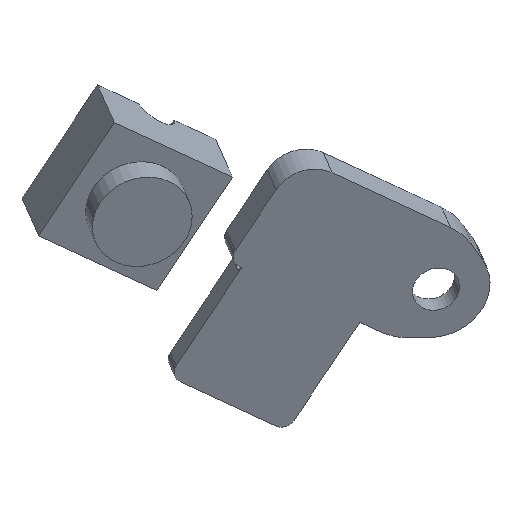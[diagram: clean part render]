
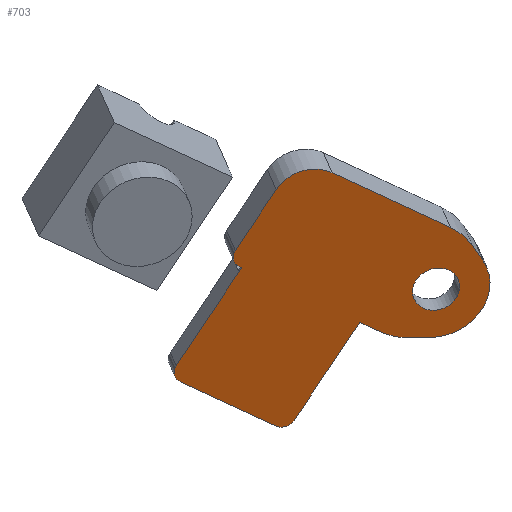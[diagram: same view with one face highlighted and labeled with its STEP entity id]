
A CAD part, top view. The second image highlights one B-rep face of the part: STEP entity #703.
In plain terms, the highlighted planar face has unit normal (0.214, -0.485, 0.848).
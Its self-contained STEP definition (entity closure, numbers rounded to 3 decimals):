
#74=CIRCLE('',#771,1.);
#75=CIRCLE('',#772,1.);
#76=CIRCLE('',#773,5.);
#77=CIRCLE('',#774,4.);
#78=CIRCLE('',#775,5.);
#79=CIRCLE('',#776,3.);
#80=CIRCLE('',#777,1.);
#81=CIRCLE('',#778,1.75);
#119=ORIENTED_EDGE('',*,*,#308,.F.);
#120=ORIENTED_EDGE('',*,*,#309,.T.);
#121=ORIENTED_EDGE('',*,*,#310,.T.);
#122=ORIENTED_EDGE('',*,*,#311,.T.);
#123=ORIENTED_EDGE('',*,*,#312,.T.);
#124=ORIENTED_EDGE('',*,*,#313,.F.);
#125=ORIENTED_EDGE('',*,*,#314,.T.);
#126=ORIENTED_EDGE('',*,*,#288,.T.);
#127=ORIENTED_EDGE('',*,*,#315,.T.);
#128=ORIENTED_EDGE('',*,*,#294,.T.);
#129=ORIENTED_EDGE('',*,*,#316,.T.);
#130=ORIENTED_EDGE('',*,*,#317,.F.);
#131=ORIENTED_EDGE('',*,*,#318,.T.);
#132=ORIENTED_EDGE('',*,*,#296,.T.);
#133=ORIENTED_EDGE('',*,*,#319,.T.);
#134=ORIENTED_EDGE('',*,*,#320,.F.);
#135=ORIENTED_EDGE('',*,*,#321,.F.);
#288=EDGE_CURVE('',#384,#385,#450,.T.);
#294=EDGE_CURVE('',#391,#390,#456,.T.);
#296=EDGE_CURVE('',#392,#393,#458,.T.);
#308=EDGE_CURVE('',#401,#402,#464,.T.);
#309=EDGE_CURVE('',#401,#403,#74,.T.);
#310=EDGE_CURVE('',#403,#404,#465,.F.);
#311=EDGE_CURVE('',#404,#405,#75,.T.);
#312=EDGE_CURVE('',#405,#406,#466,.T.);
#313=EDGE_CURVE('',#407,#406,#467,.F.);
#314=EDGE_CURVE('',#407,#384,#76,.T.);
#315=EDGE_CURVE('',#385,#391,#77,.T.);
#316=EDGE_CURVE('',#390,#408,#78,.T.);
#317=EDGE_CURVE('',#409,#408,#468,.F.);
#318=EDGE_CURVE('',#409,#392,#79,.T.);
#319=EDGE_CURVE('',#393,#410,#80,.T.);
#320=EDGE_CURVE('',#402,#410,#469,.F.);
#321=EDGE_CURVE('',#411,#411,#81,.T.);
#384=VERTEX_POINT('',#1064);
#385=VERTEX_POINT('',#1065);
#390=VERTEX_POINT('',#1076);
#391=VERTEX_POINT('',#1078);
#392=VERTEX_POINT('',#1082);
#393=VERTEX_POINT('',#1083);
#401=VERTEX_POINT('',#1105);
#402=VERTEX_POINT('',#1106);
#403=VERTEX_POINT('',#1108);
#404=VERTEX_POINT('',#1110);
#405=VERTEX_POINT('',#1112);
#406=VERTEX_POINT('',#1114);
#407=VERTEX_POINT('',#1116);
#408=VERTEX_POINT('',#1120);
#409=VERTEX_POINT('',#1122);
#410=VERTEX_POINT('',#1125);
#411=VERTEX_POINT('',#1128);
#450=LINE('',#1063,#516);
#456=LINE('',#1077,#522);
#458=LINE('',#1081,#524);
#464=LINE('',#1104,#530);
#465=LINE('',#1109,#531);
#466=LINE('',#1113,#532);
#467=LINE('',#1115,#533);
#468=LINE('',#1121,#534);
#469=LINE('',#1126,#535);
#516=VECTOR('',#847,1000.);
#522=VECTOR('',#855,1000.);
#524=VECTOR('',#859,1000.);
#530=VECTOR('',#881,1000.);
#531=VECTOR('',#884,1000.);
#532=VECTOR('',#887,1000.);
#533=VECTOR('',#888,1000.);
#534=VECTOR('',#895,1000.);
#535=VECTOR('',#900,1000.);
#587=EDGE_LOOP('',(#119,#120,#121,#122,#123,#124,#125,#126,#127,#128,#129,
#130,#131,#132,#133,#134));
#588=EDGE_LOOP('',(#135));
#633=FACE_BOUND('',#587,.T.);
#634=FACE_BOUND('',#588,.T.);
#678=PLANE('',#770);
#703=ADVANCED_FACE('',(#633,#634),#678,.T.);
#770=AXIS2_PLACEMENT_3D('',#1103,#879,#880);
#771=AXIS2_PLACEMENT_3D('',#1107,#882,#883);
#772=AXIS2_PLACEMENT_3D('',#1111,#885,#886);
#773=AXIS2_PLACEMENT_3D('',#1117,#889,#890);
#774=AXIS2_PLACEMENT_3D('',#1118,#891,#892);
#775=AXIS2_PLACEMENT_3D('',#1119,#893,#894);
#776=AXIS2_PLACEMENT_3D('',#1123,#896,#897);
#777=AXIS2_PLACEMENT_3D('',#1124,#898,#899);
#778=AXIS2_PLACEMENT_3D('',#1127,#901,#902);
#847=DIRECTION('',(0.972,0.02,-0.234));
#855=DIRECTION('',(-0.493,0.696,0.522));
#859=DIRECTION('',(-0.527,-0.788,-0.317));
#879=DIRECTION('',(0.214,-0.485,0.848));
#880=DIRECTION('',(0.,-0.868,-0.496));
#881=DIRECTION('',(0.527,0.788,0.317));
#882=DIRECTION('',(0.214,-0.485,0.848));
#883=DIRECTION('',(0.,-0.868,-0.496));
#884=DIRECTION('',(-0.822,0.379,0.424));
#885=DIRECTION('',(0.214,-0.485,0.848));
#886=DIRECTION('',(0.,-0.868,-0.496));
#887=DIRECTION('',(0.527,0.788,0.317));
#888=DIRECTION('',(0.822,-0.379,-0.424));
#889=DIRECTION('',(0.214,-0.485,0.848));
#890=DIRECTION('',(0.,-0.868,-0.496));
#891=DIRECTION('',(0.214,-0.485,0.848));
#892=DIRECTION('',(-0.822,0.379,0.424));
#893=DIRECTION('',(0.214,-0.485,0.848));
#894=DIRECTION('',(0.,-0.868,-0.496));
#895=DIRECTION('',(-0.822,0.379,0.424));
#896=DIRECTION('',(0.214,-0.485,0.848));
#897=DIRECTION('',(0.,-0.868,-0.496));
#898=DIRECTION('',(0.214,-0.485,0.848));
#899=DIRECTION('',(0.,-0.868,-0.496));
#900=DIRECTION('',(0.822,-0.379,-0.424));
#901=DIRECTION('',(0.214,-0.485,0.848));
#902=DIRECTION('',(0.,-0.868,-0.496));
#1063=CARTESIAN_POINT('',(40.582,-43.484,30.651));
#1064=CARTESIAN_POINT('',(45.174,-43.39,29.546));
#1065=CARTESIAN_POINT('',(46.654,-43.359,29.19));
#1076=CARTESIAN_POINT('',(49.662,-36.683,32.248));
#1077=CARTESIAN_POINT('',(50.413,-37.742,31.453));
#1078=CARTESIAN_POINT('',(50.413,-37.742,31.453));
#1081=CARTESIAN_POINT('',(37.876,-29.035,39.596));
#1082=CARTESIAN_POINT('',(35.45,-32.66,38.135));
#1083=CARTESIAN_POINT('',(32.497,-37.073,36.357));
#1103=CARTESIAN_POINT('',(47.04,-39.862,31.092));
#1104=CARTESIAN_POINT('',(32.746,-38.632,35.403));
#1105=CARTESIAN_POINT('',(28.21,-45.41,32.673));
#1106=CARTESIAN_POINT('',(32.956,-38.317,35.53));
#1107=CARTESIAN_POINT('',(29.033,-45.789,32.249));
#1108=CARTESIAN_POINT('',(28.505,-46.577,31.931));
#1109=CARTESIAN_POINT('',(39.236,-51.526,26.393));
#1110=CARTESIAN_POINT('',(35.412,-49.762,28.366));
#1111=CARTESIAN_POINT('',(35.94,-48.974,28.684));
#1112=CARTESIAN_POINT('',(36.762,-49.353,28.259));
#1113=CARTESIAN_POINT('',(41.297,-42.576,30.99));
#1114=CARTESIAN_POINT('',(41.508,-42.26,31.117));
#1115=CARTESIAN_POINT('',(44.509,-43.645,29.568));
#1116=CARTESIAN_POINT('',(43.021,-42.958,30.336));
#1117=CARTESIAN_POINT('',(45.657,-39.018,31.924));
#1118=CARTESIAN_POINT('',(47.04,-39.862,31.092));
#1119=CARTESIAN_POINT('',(45.446,-39.333,31.797));
#1120=CARTESIAN_POINT('',(48.083,-35.392,33.384));
#1121=CARTESIAN_POINT('',(49.572,-36.079,32.616));
#1122=CARTESIAN_POINT('',(39.499,-31.433,37.814));
#1123=CARTESIAN_POINT('',(37.917,-33.798,36.862));
#1124=CARTESIAN_POINT('',(33.319,-37.453,35.933));
#1125=CARTESIAN_POINT('',(32.792,-38.241,35.615));
#1126=CARTESIAN_POINT('',(44.509,-43.645,29.568));
#1127=CARTESIAN_POINT('',(47.04,-39.862,31.092));
#1128=CARTESIAN_POINT('',(47.04,-41.381,30.223));
